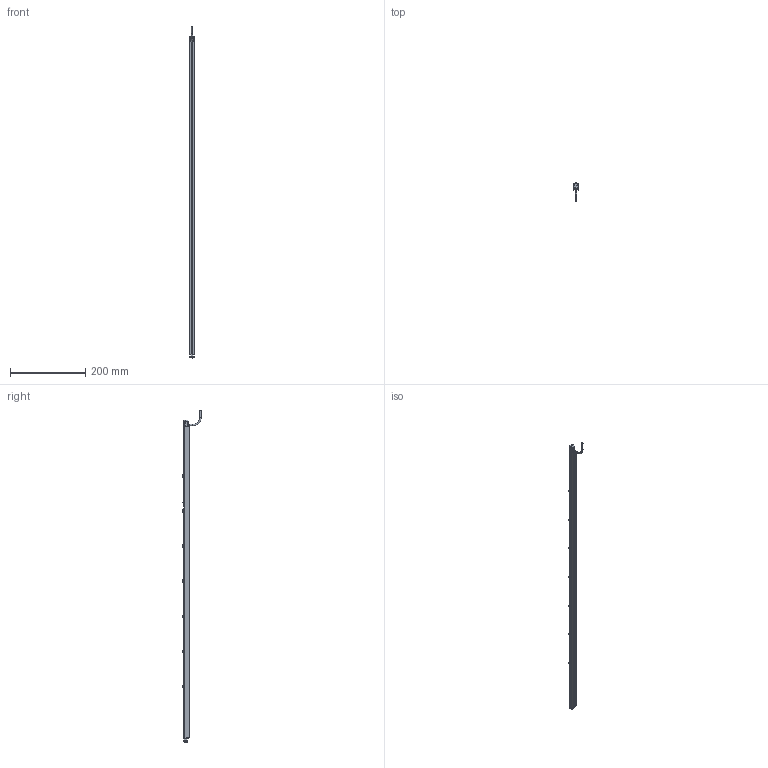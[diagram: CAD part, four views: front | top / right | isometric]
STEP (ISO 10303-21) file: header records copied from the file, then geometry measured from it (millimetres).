
FILE_DESCRIPTION((''),'2;1');
FILE_NAME('223001_SM01','2021-04-14T14:14:49',('jkuehl'),('BANNER ENGINEERING CORP.'),'CREO PARAMETRIC BY PTC INC, 2019292','CREO PARAMETRIC BY PTC INC, 2019292','');
FILE_SCHEMA(('CONFIG_CONTROL_DESIGN','SHAPE_APPEARANCE_LAYERS_GROUPS'));
Products named in the file (1): 223001_SM01
Bounding box: 12 x 49.1 x 881.2 mm (x, y, z)
Volume: 108137.4 mm3; surface area: 116716 mm2
Topology: 3 solids, 3 shells, 1326 faces, 3488 edges, 2124 vertices
Faces by surface type: bspline 518, plane 346, cylinder 295, cone 71, sphere 34, revolution 28, torus 18, extrusion 16
Entity records: 108583 total; most frequent: CARTESIAN_POINT 72084, ORIENTED_EDGE 6916, DIRECTION 3787, EDGE_CURVE 3458, VERTEX_POINT 2124, B_SPLINE_CURVE_WITH_KNOTS 1865, EDGE_LOOP 1360, PRESENTATION_STYLE_ASSIGNMENT 1353
